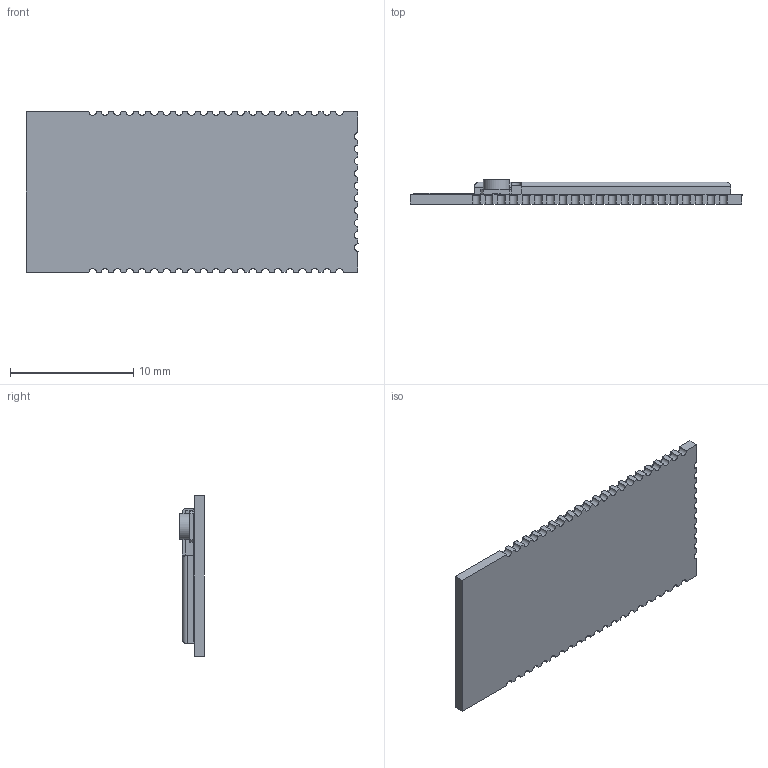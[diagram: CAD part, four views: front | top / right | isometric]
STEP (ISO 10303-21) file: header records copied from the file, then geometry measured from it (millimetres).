
FILE_DESCRIPTION (( 'STEP AP214' ), '1' );
FILE_NAME ('FSC-BT1026.STEP', '2022-03-19T07:03:54', ( '' ), ( '' ), 'SwSTEP 2.0', 'SolidWorks 2016', '' );
FILE_SCHEMA (( 'AUTOMOTIVE_DESIGN' ));
Length unit declared in the file: millimetre
Products named in the file (1): FSC-BT1026
Bounding box: 26.9 x 2 x 13 mm (x, y, z)
Volume: 348.3 mm3; surface area: 1282.5 mm2
Topology: 1 solids, 1 shells, 544 faces, 1551 edges, 1033 vertices
Faces by surface type: plane 364, cylinder 113, bspline 65, cone 1, torus 1
Full cylindrical faces by diameter (mm): 0.6 x1, 1.7 x1, 2.1 x1
Entity records: 26932 total; most frequent: CARTESIAN_POINT 7068, ORIENTED_EDGE 3086, DIRECTION 2588, EDGE_CURVE 1543, LINE 1188, VECTOR 1188, VERTEX_POINT 1030, AXIS2_PLACEMENT_3D 700
